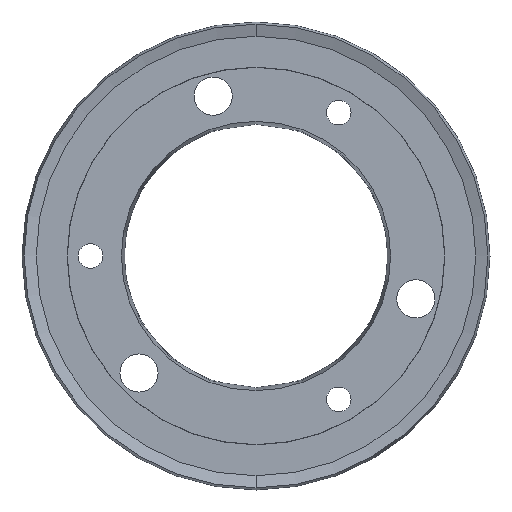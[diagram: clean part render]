
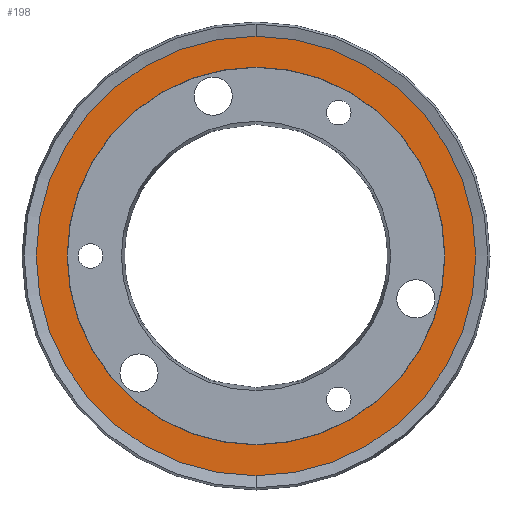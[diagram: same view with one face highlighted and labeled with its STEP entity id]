
A CAD part, left-side view. The second image highlights one B-rep face of the part: STEP entity #198.
In plain terms, the highlighted planar face has unit normal (-1, 0, 0).
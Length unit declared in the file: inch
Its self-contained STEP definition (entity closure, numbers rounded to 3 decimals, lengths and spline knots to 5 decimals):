
#15 = EDGE_CURVE ( 'NONE', #7541, #4747, #727, .T. ) ;
#183 = DIRECTION ( 'NONE',  ( 0., 0., 1. ) ) ;
#198 = ADVANCED_FACE ( 'NONE', ( #8730, #4376 ), #3507, .F. ) ;
#267 = EDGE_CURVE ( 'NONE', #1221, #3058, #4258, .T. ) ;
#727 = CIRCLE ( 'NONE', #8642, 1.5335 ) ;
#974 = CARTESIAN_POINT ( 'NONE',  ( 1.12752, 3.48433, 2.75081 ) ) ;
#1221 = VERTEX_POINT ( 'NONE', #1590 ) ;
#1590 = CARTESIAN_POINT ( 'NONE',  ( 1.12752, 1.7, 4.53514 ) ) ;
#1768 = EDGE_CURVE ( 'NONE', #4747, #7541, #6807, .T. ) ;
#2095 = DIRECTION ( 'NONE',  ( 0., 0., 1. ) ) ;
#2591 = CARTESIAN_POINT ( 'NONE',  ( 1.12752, 1.7, 2.75081 ) ) ;
#3058 = VERTEX_POINT ( 'NONE', #9338 ) ;
#3438 = DIRECTION ( 'NONE',  ( -1., 0., 0. ) ) ;
#3507 = PLANE ( 'NONE',  #9430 ) ;
#3590 = DIRECTION ( 'NONE',  ( 0., 0., 1. ) ) ;
#3965 = AXIS2_PLACEMENT_3D ( 'NONE', #6070, #6201, #183 ) ;
#4042 = EDGE_CURVE ( 'NONE', #3058, #1221, #7285, .T. ) ;
#4258 = CIRCLE ( 'NONE', #9612, 1.78433 ) ;
#4376 = FACE_BOUND ( 'NONE', #10889, .T. ) ;
#4728 = ORIENTED_EDGE ( 'NONE', *, *, #267, .T. ) ;
#4731 = AXIS2_PLACEMENT_3D ( 'NONE', #7920, #9680, #3590 ) ;
#4747 = VERTEX_POINT ( 'NONE', #5303 ) ;
#5251 = DIRECTION ( 'NONE',  ( 0., 0., 1. ) ) ;
#5297 = ORIENTED_EDGE ( 'NONE', *, *, #15, .F. ) ;
#5303 = CARTESIAN_POINT ( 'NONE',  ( 1.12752, 1.7, 1.21731 ) ) ;
#5451 = CARTESIAN_POINT ( 'NONE',  ( 1.12752, 1.7, 2.75081 ) ) ;
#6009 = DIRECTION ( 'NONE',  ( 0., 0., 1. ) ) ;
#6070 = CARTESIAN_POINT ( 'NONE',  ( 1.12752, 1.7, 2.75081 ) ) ;
#6201 = DIRECTION ( 'NONE',  ( -1., 0., 0. ) ) ;
#6807 = CIRCLE ( 'NONE', #4731, 1.5335 ) ;
#6904 = DIRECTION ( 'NONE',  ( 1., 0., 0. ) ) ;
#6984 = CARTESIAN_POINT ( 'NONE',  ( 1.12752, 1.7, 4.28431 ) ) ;
#7192 = DIRECTION ( 'NONE',  ( -1., 0., 0. ) ) ;
#7285 = CIRCLE ( 'NONE', #3965, 1.78433 ) ;
#7541 = VERTEX_POINT ( 'NONE', #6984 ) ;
#7920 = CARTESIAN_POINT ( 'NONE',  ( 1.12752, 1.7, 2.75081 ) ) ;
#8393 = ORIENTED_EDGE ( 'NONE', *, *, #1768, .F. ) ;
#8639 = EDGE_LOOP ( 'NONE', ( #10902, #4728 ) ) ;
#8642 = AXIS2_PLACEMENT_3D ( 'NONE', #5451, #7192, #2095 ) ;
#8730 = FACE_OUTER_BOUND ( 'NONE', #8639, .T. ) ;
#9338 = CARTESIAN_POINT ( 'NONE',  ( 1.12752, 1.7, 0.96648 ) ) ;
#9430 = AXIS2_PLACEMENT_3D ( 'NONE', #974, #6904, #6009 ) ;
#9612 = AXIS2_PLACEMENT_3D ( 'NONE', #2591, #3438, #5251 ) ;
#9680 = DIRECTION ( 'NONE',  ( -1., 0., 0. ) ) ;
#10889 = EDGE_LOOP ( 'NONE', ( #5297, #8393 ) ) ;
#10902 = ORIENTED_EDGE ( 'NONE', *, *, #4042, .T. ) ;
